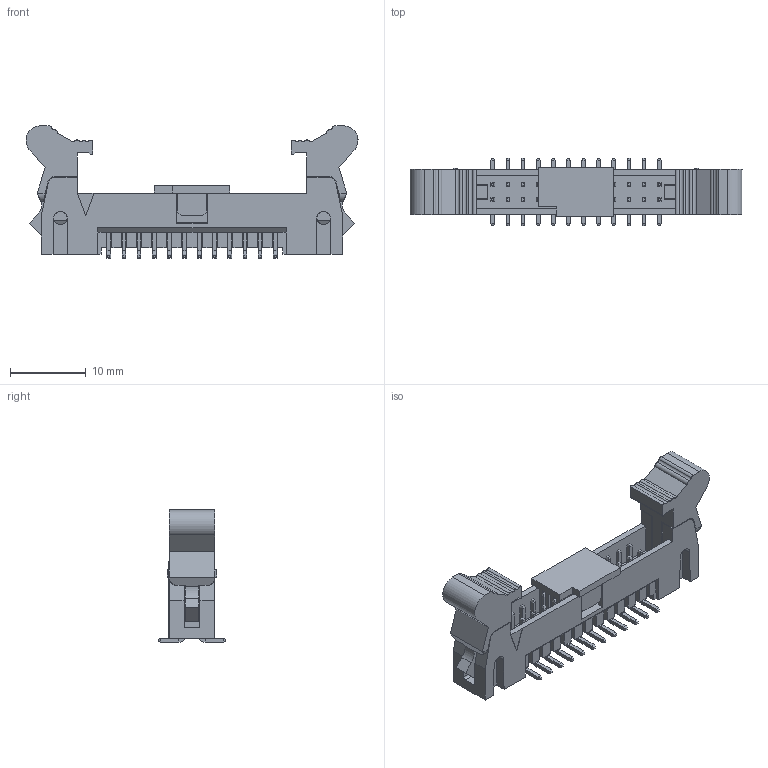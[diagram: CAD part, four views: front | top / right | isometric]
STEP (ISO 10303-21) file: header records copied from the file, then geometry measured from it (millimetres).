
FILE_DESCRIPTION( ('This file contains a STEP AP42 implementation' ,'as created by ZW3D STEP Interface translator.') ,'2;1' );
FILE_NAME( '3220-XXMXXBSX1.stp' ,'231127.143718', (''), ('ZWCAD Software Co.'), 'Version 1.0', 'ZW3D to STEP translator', '' );
FILE_SCHEMA(('AUTOMOTIVE_DESIGN { 1 0 10303 214 1 1 1 1 }'));
Length unit declared in the file: millimetre
Products named in the file (3): 0; 3220-24MG0BSP2; CAP3111-G201_2
Assembly tree (1 placements, depth 2):
  0
  3220-24MG0BSP2
    CAP3111-G201_2
Bounding box: 43.9 x 8.9 x 17.5 mm (x, y, z)
Volume: 1815.9 mm3; surface area: 3598.6 mm2
Topology: 3 solids, 3 shells, 1249 faces, 3132 edges, 1903 vertices
Faces by surface type: plane 1033, cylinder 212, cone 4
Full cylindrical faces by diameter (mm): 1 x4, 1.75 x4
Entity records: 37724 total; most frequent: CARTESIAN_POINT 6628, ORIENTED_EDGE 6264, DIRECTION 5934, EDGE_CURVE 3132, VECTOR 2684, LINE 2684, VERTEX_POINT 1903, AXIS2_PLACEMENT_3D 1625
